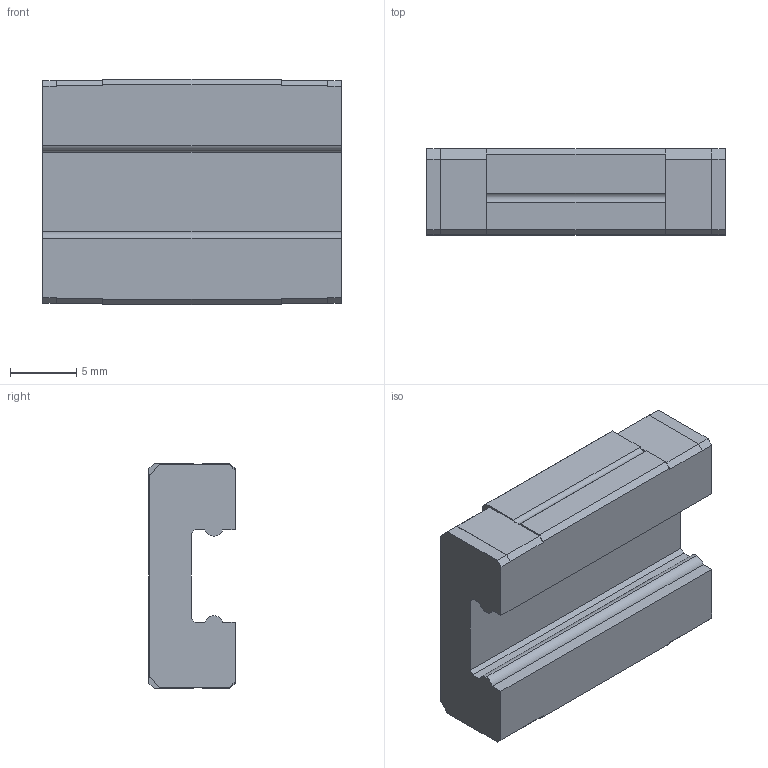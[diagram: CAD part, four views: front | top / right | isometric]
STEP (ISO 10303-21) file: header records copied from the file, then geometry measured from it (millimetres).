
FILE_DESCRIPTION (( 'STEP AP203' ), '1' );
FILE_NAME ('mgn7c.STEP', '2007-10-22T12:18:07', ( 'HIWIN GmbH' ), ( '77654 Offenburg' ), 'SwSTEP 2.0', 'SolidWorks 2006104', '' );
FILE_SCHEMA (( 'CONFIG_CONTROL_DESIGN' ));
Length unit declared in the file: millimetre
Products named in the file (1): mgn7c
Bounding box: 22.5 x 6.5 x 17 mm (x, y, z)
Volume: 1933.9 mm3; surface area: 1441.8 mm2
Topology: 1 solids, 1 shells, 88 faces, 229 edges, 140 vertices
Faces by surface type: plane 64, cylinder 16, cone 8
Entity records: 2670 total; most frequent: CARTESIAN_POINT 468, ORIENTED_EDGE 442, DIRECTION 431, EDGE_CURVE 221, LINE 177, VECTOR 177, VERTEX_POINT 140, AXIS2_PLACEMENT_3D 127
